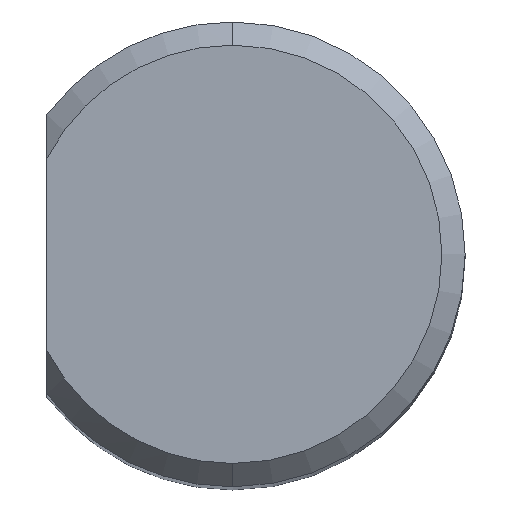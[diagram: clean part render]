
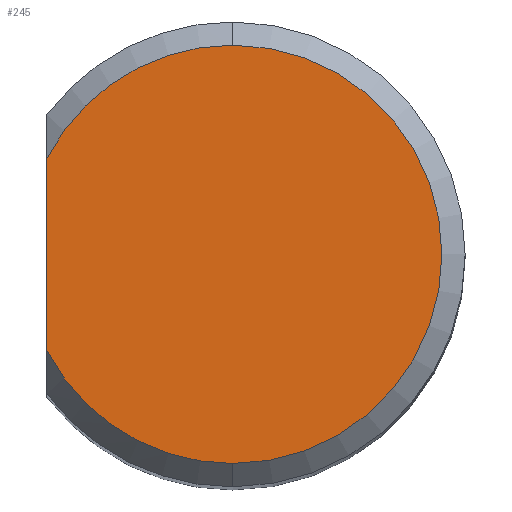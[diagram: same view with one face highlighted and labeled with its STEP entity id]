
A CAD part, top view. The second image highlights one B-rep face of the part: STEP entity #245.
In plain terms, the highlighted planar face has unit normal (0, 0, 1).
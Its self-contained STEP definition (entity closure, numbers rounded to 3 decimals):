
#167=VERTEX_POINT('NONE',#454);
#211=VERTEX_POINT('NONE',#502);
#245=ADVANCED_FACE('NONE',(#537),#538,.F.);
#285=EDGE_CURVE('NONE',#167,#409,#581,.T.);
#323=EDGE_CURVE('NONE',#411,#167,#623,.T.);
#393=EDGE_CURVE('NONE',#211,#411,#701,.T.);
#409=VERTEX_POINT('NONE',#717);
#411=VERTEX_POINT('NONE',#719);
#425=EDGE_CURVE('NONE',#409,#211,#736,.T.);
#454=CARTESIAN_POINT('',(-1.6,-0.825,0.0));
#502=CARTESIAN_POINT('',(0.0,1.8,0.0));
#537=FACE_OUTER_BOUND('',#938,.T.);
#538=PLANE('',#939);
#581=CIRCLE('',#1028,1.8);
#623=LINE('',#1093,#1094);
#701=CIRCLE('',#1214,1.8);
#717=CARTESIAN_POINT('',(0.,-1.8,0.0));
#719=CARTESIAN_POINT('',(-1.6,0.825,0.0));
#736=CIRCLE('',#1262,1.8);
#938=EDGE_LOOP('',(#1341,#1342,#1343,#1344));
#939=AXIS2_PLACEMENT_3D('',#1345,#1346,#1347);
#1028=AXIS2_PLACEMENT_3D('',#1383,#1384,#1385);
#1093=CARTESIAN_POINT('',(-1.6,0.0,0.0));
#1094=VECTOR('',#1439,1000.0);
#1214=AXIS2_PLACEMENT_3D('',#1529,#1530,#1531);
#1262=AXIS2_PLACEMENT_3D('',#1565,#1566,#1567);
#1341=ORIENTED_EDGE('',*,*,#285,.T.);
#1342=ORIENTED_EDGE('',*,*,#425,.T.);
#1343=ORIENTED_EDGE('',*,*,#393,.T.);
#1344=ORIENTED_EDGE('',*,*,#323,.T.);
#1345=CARTESIAN_POINT('',(0.0,0.0,0.0));
#1346=DIRECTION('',(0.0,0.0,-1.0));
#1347=DIRECTION('',(1.0,0.0,0.0));
#1383=CARTESIAN_POINT('',(0.0,0.0,0.0));
#1384=DIRECTION('',(0.0,-0.0,1.0));
#1385=DIRECTION('',(0.,1.0,0.0));
#1439=DIRECTION('',(0.0,-1.0,0.0));
#1529=CARTESIAN_POINT('',(0.0,0.0,0.0));
#1530=DIRECTION('',(-0.0,0.0,1.0));
#1531=DIRECTION('',(0.0,1.0,0.0));
#1565=CARTESIAN_POINT('',(0.0,0.0,0.0));
#1566=DIRECTION('',(-0.0,0.0,1.0));
#1567=DIRECTION('',(0.0,1.0,0.0));
